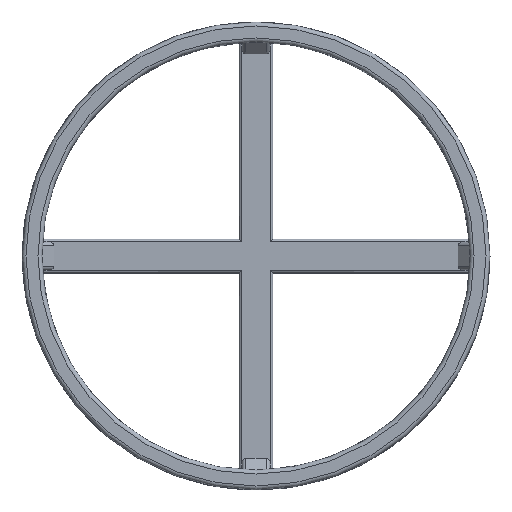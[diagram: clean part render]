
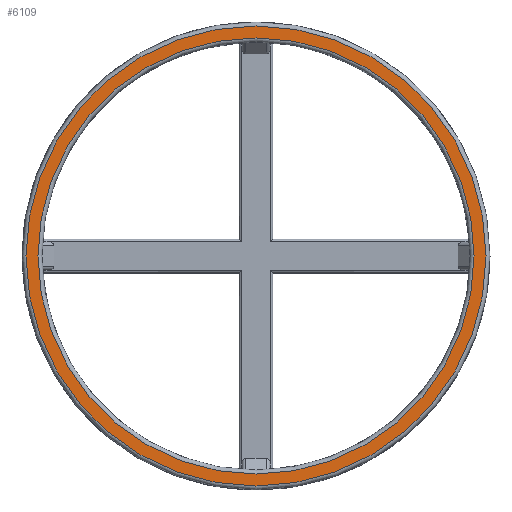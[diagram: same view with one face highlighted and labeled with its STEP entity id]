
A CAD part, top view. The second image highlights one B-rep face of the part: STEP entity #6109.
In plain terms, the highlighted planar face has unit normal (0, 0, 1).
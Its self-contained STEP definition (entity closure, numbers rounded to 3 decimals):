
#1238 = TOROIDAL_SURFACE('',#1239,54.75,1.);
#1239 = AXIS2_PLACEMENT_3D('',#1240,#1241,#1242);
#1240 = CARTESIAN_POINT('',(0.,0.,21.));
#1241 = DIRECTION('',(0.,0.,1.));
#1242 = DIRECTION('',(1.,0.,-0.));
#4741 = VERTEX_POINT('',#4742);
#4742 = CARTESIAN_POINT('',(54.75,0.,22.));
#4762 = EDGE_CURVE('',#4741,#4741,#4763,.T.);
#4763 = SURFACE_CURVE('',#4764,(#4769,#4776),.PCURVE_S1.);
#4764 = CIRCLE('',#4765,54.75);
#4765 = AXIS2_PLACEMENT_3D('',#4766,#4767,#4768);
#4766 = CARTESIAN_POINT('',(0.,0.,22.));
#4767 = DIRECTION('',(0.,0.,1.));
#4768 = DIRECTION('',(1.,0.,-0.));
#4769 = PCURVE('',#1238,#4770);
#4770 = DEFINITIONAL_REPRESENTATION('',(#4771),#4775);
#4771 = LINE('',#4772,#4773);
#4772 = CARTESIAN_POINT('',(0.,1.571));
#4773 = VECTOR('',#4774,1.);
#4774 = DIRECTION('',(1.,0.));
#4775 = ( GEOMETRIC_REPRESENTATION_CONTEXT(2) 
PARAMETRIC_REPRESENTATION_CONTEXT() REPRESENTATION_CONTEXT('2D SPACE',''
  ) );
#4776 = PCURVE('',#4777,#4782);
#4777 = PLANE('',#4778);
#4778 = AXIS2_PLACEMENT_3D('',#4779,#4780,#4781);
#4779 = CARTESIAN_POINT('',(0.,0.,22.)
  );
#4780 = DIRECTION('',(0.,0.,1.));
#4781 = DIRECTION('',(1.,0.,-0.));
#4782 = DEFINITIONAL_REPRESENTATION('',(#4783),#4787);
#4783 = CIRCLE('',#4784,54.75);
#4784 = AXIS2_PLACEMENT_2D('',#4785,#4786);
#4785 = CARTESIAN_POINT('',(0.,0.));
#4786 = DIRECTION('',(1.,0.));
#4787 = ( GEOMETRIC_REPRESENTATION_CONTEXT(2) 
PARAMETRIC_REPRESENTATION_CONTEXT() REPRESENTATION_CONTEXT('2D SPACE',''
  ) );
#6109 = ADVANCED_FACE('',(#6110,#6141),#4777,.T.);
#6110 = FACE_BOUND('',#6111,.T.);
#6111 = EDGE_LOOP('',(#6112));
#6112 = ORIENTED_EDGE('',*,*,#6113,.T.);
#6113 = EDGE_CURVE('',#6114,#6114,#6116,.T.);
#6114 = VERTEX_POINT('',#6115);
#6115 = CARTESIAN_POINT('',(57.75,0.,22.));
#6116 = SURFACE_CURVE('',#6117,(#6122,#6129),.PCURVE_S1.);
#6117 = CIRCLE('',#6118,57.75);
#6118 = AXIS2_PLACEMENT_3D('',#6119,#6120,#6121);
#6119 = CARTESIAN_POINT('',(0.,0.,22.));
#6120 = DIRECTION('',(0.,0.,1.));
#6121 = DIRECTION('',(1.,0.,-0.));
#6122 = PCURVE('',#4777,#6123);
#6123 = DEFINITIONAL_REPRESENTATION('',(#6124),#6128);
#6124 = CIRCLE('',#6125,57.75);
#6125 = AXIS2_PLACEMENT_2D('',#6126,#6127);
#6126 = CARTESIAN_POINT('',(0.,0.));
#6127 = DIRECTION('',(1.,0.));
#6128 = ( GEOMETRIC_REPRESENTATION_CONTEXT(2) 
PARAMETRIC_REPRESENTATION_CONTEXT() REPRESENTATION_CONTEXT('2D SPACE',''
  ) );
#6129 = PCURVE('',#6130,#6135);
#6130 = TOROIDAL_SURFACE('',#6131,57.75,1.);
#6131 = AXIS2_PLACEMENT_3D('',#6132,#6133,#6134);
#6132 = CARTESIAN_POINT('',(0.,0.,21.));
#6133 = DIRECTION('',(0.,0.,1.));
#6134 = DIRECTION('',(1.,0.,-0.));
#6135 = DEFINITIONAL_REPRESENTATION('',(#6136),#6140);
#6136 = LINE('',#6137,#6138);
#6137 = CARTESIAN_POINT('',(0.,1.571));
#6138 = VECTOR('',#6139,1.);
#6139 = DIRECTION('',(1.,0.));
#6140 = ( GEOMETRIC_REPRESENTATION_CONTEXT(2) 
PARAMETRIC_REPRESENTATION_CONTEXT() REPRESENTATION_CONTEXT('2D SPACE',''
  ) );
#6141 = FACE_BOUND('',#6142,.T.);
#6142 = EDGE_LOOP('',(#6143));
#6143 = ORIENTED_EDGE('',*,*,#4762,.F.);
